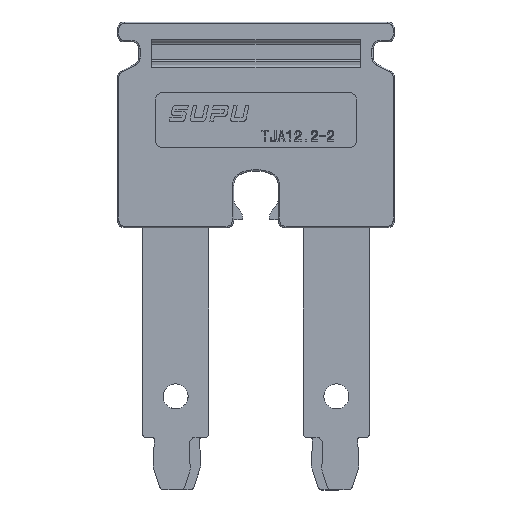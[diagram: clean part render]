
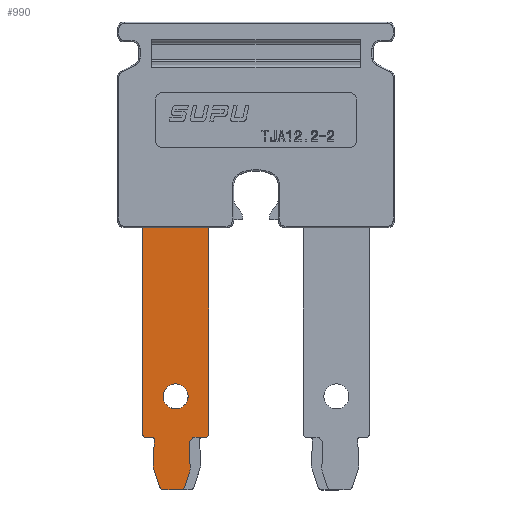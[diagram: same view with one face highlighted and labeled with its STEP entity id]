
A CAD part, top view. The second image highlights one B-rep face of the part: STEP entity #990.
In plain terms, the highlighted planar face has unit normal (0, 0, 1).
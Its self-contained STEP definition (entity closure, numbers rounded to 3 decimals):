
#231=FACE_BOUND('',#3155,.T.);
#232=FACE_BOUND('',#3156,.T.);
#990=ADVANCED_FACE('',(#231,#232),#1628,.F.);
#1628=PLANE('',#16128);
#3155=EDGE_LOOP('',(#11007,#11008,#11009,#11010,#11011,#11012,#11013,#11014,
#11015,#11016,#11017,#11018,#11019,#11020,#11021,#11022,#11023,#11024));
#3156=EDGE_LOOP('',(#11025));
#3822=LINE('',#21631,#5696);
#4985=LINE('',#24390,#6865);
#4989=LINE('',#24412,#6869);
#4993=LINE('',#24424,#6873);
#4997=LINE('',#24441,#6877);
#5000=LINE('',#24453,#6880);
#5003=LINE('',#24461,#6883);
#5006=LINE('',#24469,#6886);
#5009=LINE('',#24481,#6889);
#5010=LINE('',#24482,#6890);
#5696=VECTOR('',#17039,1.);
#6865=VECTOR('',#19842,1.);
#6869=VECTOR('',#19854,1.);
#6873=VECTOR('',#19866,1.);
#6877=VECTOR('',#19878,1.);
#6880=VECTOR('',#19887,1.);
#6883=VECTOR('',#19896,1.);
#6886=VECTOR('',#19905,1.);
#6889=VECTOR('',#19914,1.);
#6890=VECTOR('',#19915,1.);
#11007=ORIENTED_EDGE('',*,*,#14786,.F.);
#11008=ORIENTED_EDGE('',*,*,#13431,.T.);
#11009=ORIENTED_EDGE('',*,*,#14787,.F.);
#11010=ORIENTED_EDGE('',*,*,#14784,.F.);
#11011=ORIENTED_EDGE('',*,*,#14781,.F.);
#11012=ORIENTED_EDGE('',*,*,#14779,.F.);
#11013=ORIENTED_EDGE('',*,*,#14777,.F.);
#11014=ORIENTED_EDGE('',*,*,#14775,.F.);
#11015=ORIENTED_EDGE('',*,*,#14773,.F.);
#11016=ORIENTED_EDGE('',*,*,#14771,.F.);
#11017=ORIENTED_EDGE('',*,*,#14768,.F.);
#11018=ORIENTED_EDGE('',*,*,#14764,.F.);
#11019=ORIENTED_EDGE('',*,*,#14761,.F.);
#11020=ORIENTED_EDGE('',*,*,#14758,.F.);
#11021=ORIENTED_EDGE('',*,*,#14755,.F.);
#11022=ORIENTED_EDGE('',*,*,#14752,.F.);
#11023=ORIENTED_EDGE('',*,*,#14747,.F.);
#11024=ORIENTED_EDGE('',*,*,#14743,.F.);
#11025=ORIENTED_EDGE('',*,*,#14742,.T.);
#11985=VERTEX_POINT('',#21622);
#11989=VERTEX_POINT('',#21630);
#12640=VERTEX_POINT('',#24376);
#12641=VERTEX_POINT('',#24379);
#12642=VERTEX_POINT('',#24380);
#12645=VERTEX_POINT('',#24391);
#12649=VERTEX_POINT('',#24407);
#12651=VERTEX_POINT('',#24413);
#12653=VERTEX_POINT('',#24419);
#12655=VERTEX_POINT('',#24425);
#12657=VERTEX_POINT('',#24431);
#12660=VERTEX_POINT('',#24442);
#12661=VERTEX_POINT('',#24450);
#12662=VERTEX_POINT('',#24454);
#12663=VERTEX_POINT('',#24458);
#12664=VERTEX_POINT('',#24462);
#12665=VERTEX_POINT('',#24466);
#12666=VERTEX_POINT('',#24470);
#12667=VERTEX_POINT('',#24478);
#13431=EDGE_CURVE('',#11985,#11989,#3822,.T.);
#14742=EDGE_CURVE('',#12640,#12640,#15131,.T.);
#14743=EDGE_CURVE('',#12641,#12642,#15132,.T.);
#14747=EDGE_CURVE('',#12642,#12645,#4985,.T.);
#14752=EDGE_CURVE('',#12645,#12649,#15133,.T.);
#14755=EDGE_CURVE('',#12649,#12651,#4989,.T.);
#14758=EDGE_CURVE('',#12651,#12653,#15135,.T.);
#14761=EDGE_CURVE('',#12653,#12655,#4993,.T.);
#14764=EDGE_CURVE('',#12655,#12657,#15137,.T.);
#14768=EDGE_CURVE('',#12657,#12660,#4997,.T.);
#14771=EDGE_CURVE('',#12660,#12661,#15139,.T.);
#14773=EDGE_CURVE('',#12661,#12662,#5000,.T.);
#14775=EDGE_CURVE('',#12662,#12663,#15140,.T.);
#14777=EDGE_CURVE('',#12663,#12664,#5003,.T.);
#14779=EDGE_CURVE('',#12664,#12665,#15141,.T.);
#14781=EDGE_CURVE('',#12665,#12666,#5006,.T.);
#14784=EDGE_CURVE('',#12666,#12667,#15142,.T.);
#14786=EDGE_CURVE('',#11985,#12641,#5009,.T.);
#14787=EDGE_CURVE('',#12667,#11989,#5010,.T.);
#15131=CIRCLE('',#16100,0.95);
#15132=CIRCLE('',#16102,0.2);
#15133=CIRCLE('',#16105,0.5);
#15135=CIRCLE('',#16109,1.);
#15137=CIRCLE('',#16113,0.3);
#15139=CIRCLE('',#16117,0.3);
#15140=CIRCLE('',#16120,1.);
#15141=CIRCLE('',#16123,0.2);
#15142=CIRCLE('',#16126,0.2);
#16100=AXIS2_PLACEMENT_3D('',#24375,#19832,#19833);
#16102=AXIS2_PLACEMENT_3D('',#24378,#19836,#19837);
#16105=AXIS2_PLACEMENT_3D('',#24406,#19847,#19848);
#16109=AXIS2_PLACEMENT_3D('',#24418,#19859,#19860);
#16113=AXIS2_PLACEMENT_3D('',#24430,#19871,#19872);
#16117=AXIS2_PLACEMENT_3D('',#24449,#19882,#19883);
#16120=AXIS2_PLACEMENT_3D('',#24457,#19891,#19892);
#16123=AXIS2_PLACEMENT_3D('',#24465,#19900,#19901);
#16126=AXIS2_PLACEMENT_3D('',#24477,#19909,#19910);
#16128=AXIS2_PLACEMENT_3D('',#24483,#19916,#19917);
#17039=DIRECTION('',(-1.,0.,0.));
#19832=DIRECTION('',(0.,0.,-1.));
#19833=DIRECTION('',(-1.,0.,0.));
#19836=DIRECTION('',(0.,0.,-1.));
#19837=DIRECTION('',(-1.,0.,0.));
#19842=DIRECTION('',(-1.,0.,0.));
#19847=DIRECTION('',(0.,0.,1.));
#19848=DIRECTION('',(-1.,0.,0.));
#19854=DIRECTION('',(0.029,-1.,0.));
#19859=DIRECTION('',(0.,0.,-1.));
#19860=DIRECTION('',(-1.,0.,0.));
#19866=DIRECTION('',(-0.315,-0.949,0.));
#19871=DIRECTION('',(0.,0.,-1.));
#19872=DIRECTION('',(-1.,0.,0.));
#19878=DIRECTION('',(-1.,0.,0.));
#19882=DIRECTION('',(0.,0.,-1.));
#19883=DIRECTION('',(-1.,0.,0.));
#19887=DIRECTION('',(-0.316,0.949,0.));
#19891=DIRECTION('',(0.,0.,-1.));
#19892=DIRECTION('',(-1.,0.,0.));
#19896=DIRECTION('',(0.044,0.999,0.));
#19900=DIRECTION('',(0.,0.,1.));
#19901=DIRECTION('',(-1.,0.,0.));
#19905=DIRECTION('',(-1.,0.,0.));
#19909=DIRECTION('',(0.,0.,-1.));
#19910=DIRECTION('',(-1.,0.,0.));
#19914=DIRECTION('',(0.,-1.,0.));
#19915=DIRECTION('',(0.,1.,0.));
#19916=DIRECTION('',(0.,0.,-1.));
#19917=DIRECTION('',(1.,0.,0.));
#21622=CARTESIAN_POINT('',(-3.6,-8.1,3.2));
#21630=CARTESIAN_POINT('',(-8.6,-8.1,3.2));
#21631=CARTESIAN_POINT('',(8.4,-8.1,3.2));
#24375=CARTESIAN_POINT('',(-6.1,-20.9,3.2));
#24376=CARTESIAN_POINT('',(-7.05,-20.9,3.2));
#24378=CARTESIAN_POINT('',(-3.8,-23.8,3.2));
#24379=CARTESIAN_POINT('',(-3.6,-23.8,3.2));
#24380=CARTESIAN_POINT('',(-3.8,-24.,3.2));
#24390=CARTESIAN_POINT('',(-3.8,-24.,3.2));
#24391=CARTESIAN_POINT('',(-4.552,-24.,3.2));
#24406=CARTESIAN_POINT('',(-4.552,-24.5,3.2));
#24407=CARTESIAN_POINT('',(-5.052,-24.514,3.2));
#24412=CARTESIAN_POINT('',(-5.052,-24.514,3.2));
#24413=CARTESIAN_POINT('',(-5.,-26.307,3.2));
#24418=CARTESIAN_POINT('',(-6.,-26.336,3.2));
#24419=CARTESIAN_POINT('',(-5.051,-26.651,3.2));
#24424=CARTESIAN_POINT('',(-5.051,-26.651,3.2));
#24425=CARTESIAN_POINT('',(-5.43,-27.794,3.2));
#24430=CARTESIAN_POINT('',(-5.715,-27.7,3.2));
#24431=CARTESIAN_POINT('',(-5.715,-28.,3.2));
#24441=CARTESIAN_POINT('',(-5.715,-28.,3.2));
#24442=CARTESIAN_POINT('',(-7.003,-28.,3.2));
#24449=CARTESIAN_POINT('',(-7.003,-27.7,3.2));
#24450=CARTESIAN_POINT('',(-7.288,-27.795,3.2));
#24453=CARTESIAN_POINT('',(-7.288,-27.795,3.2));
#24454=CARTESIAN_POINT('',(-7.749,-26.412,3.2));
#24457=CARTESIAN_POINT('',(-6.8,-26.095,3.2));
#24458=CARTESIAN_POINT('',(-7.799,-26.051,3.2));
#24461=CARTESIAN_POINT('',(-7.799,-26.051,3.2));
#24462=CARTESIAN_POINT('',(-7.717,-24.209,3.2));
#24465=CARTESIAN_POINT('',(-7.917,-24.2,3.2));
#24466=CARTESIAN_POINT('',(-7.917,-24.,3.2));
#24469=CARTESIAN_POINT('',(-7.917,-24.,3.2));
#24470=CARTESIAN_POINT('',(-8.4,-24.,3.2));
#24477=CARTESIAN_POINT('',(-8.4,-23.8,3.2));
#24478=CARTESIAN_POINT('',(-8.6,-23.8,3.2));
#24481=CARTESIAN_POINT('',(-3.6,-6.602,3.2));
#24482=CARTESIAN_POINT('',(-8.6,-23.8,3.2));
#24483=CARTESIAN_POINT('',(8.4,-23.8,3.2));
